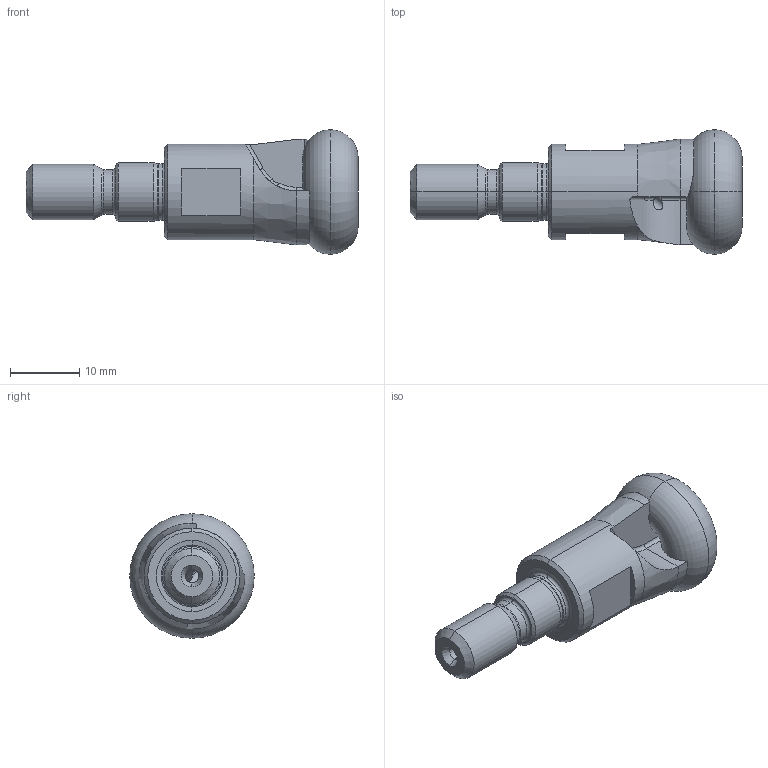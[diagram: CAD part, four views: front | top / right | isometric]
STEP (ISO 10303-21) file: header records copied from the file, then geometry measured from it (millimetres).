
FILE_DESCRIPTION (( 'STEP AP214' ), '1' );
FILE_NAME ('KEF_18_28_M8_508_2.STEP', '2016-09-20T07:34:47', ( '' ), ( '' ), 'SwSTEP 2.0', 'SolidWorks 2016', '' );
FILE_SCHEMA (( 'AUTOMOTIVE_DESIGN' ));
Length unit declared in the file: millimetre
Products named in the file (1): KEF_18_28_M8_508_2
Bounding box: 47.99 x 18 x 18 mm (x, y, z)
Volume: 5149.8 mm3; surface area: 2551.3 mm2
Topology: 1 solids, 1 shells, 90 faces, 237 edges, 146 vertices
Faces by surface type: plane 28, cylinder 25, cone 21, torus 15, bspline 1
Entity records: 3241 total; most frequent: CARTESIAN_POINT 973, ORIENTED_EDGE 474, DIRECTION 450, EDGE_CURVE 237, AXIS2_PLACEMENT_3D 188, VERTEX_POINT 146, CIRCLE 98, EDGE_LOOP 95
